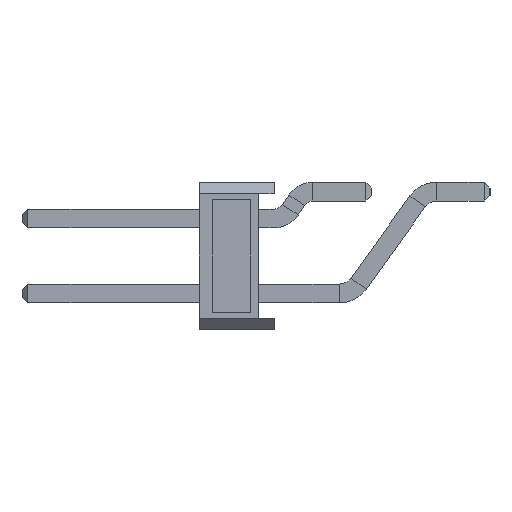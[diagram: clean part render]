
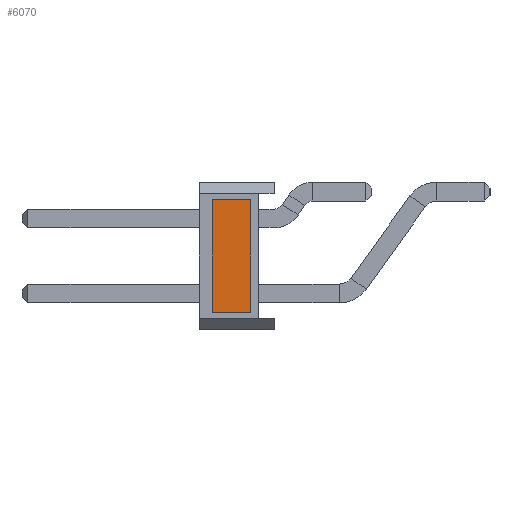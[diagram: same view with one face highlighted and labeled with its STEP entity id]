
A CAD part, left-side view. The second image highlights one B-rep face of the part: STEP entity #6070.
In plain terms, the highlighted planar face has unit normal (-1, 0, 0).
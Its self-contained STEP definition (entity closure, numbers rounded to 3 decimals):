
#216 = EDGE_LOOP ( 'NONE', ( #33347, #26488, #33687, #2442 ) ) ;
#1558 = CARTESIAN_POINT ( 'NONE',  ( -1.27, 0.8, -1.9 ) ) ;
#2442 = ORIENTED_EDGE ( 'NONE', *, *, #35265, .T. ) ;
#3468 = EDGE_CURVE ( 'NONE', #20000, #23610, #41507, .T. ) ;
#3923 = DIRECTION ( 'NONE',  ( 0., -1., 0. ) ) ;
#5506 = PLANE ( 'NONE',  #29056 ) ;
#6070 = ADVANCED_FACE ( 'NONE', ( #29153 ), #5506, .F. ) ;
#6080 = CARTESIAN_POINT ( 'NONE',  ( -1.27, 0.8, 1.9 ) ) ;
#6958 = CARTESIAN_POINT ( 'NONE',  ( -1.27, 2.1, -1.9 ) ) ;
#10270 = VERTEX_POINT ( 'NONE', #31173 ) ;
#12277 = DIRECTION ( 'NONE',  ( 1., 0., 0. ) ) ;
#13004 = CARTESIAN_POINT ( 'NONE',  ( -1.27, 2.1, 0. ) ) ;
#15525 = CARTESIAN_POINT ( 'NONE',  ( -1.27, 2.1, 0. ) ) ;
#17583 = VECTOR ( 'NONE', #20111, 1000. ) ;
#19557 = DIRECTION ( 'NONE',  ( 0., 0., 1. ) ) ;
#20000 = VERTEX_POINT ( 'NONE', #24622 ) ;
#20110 = LINE ( 'NONE', #36225, #17583 ) ;
#20111 = DIRECTION ( 'NONE',  ( 0., 0., 1. ) ) ;
#20311 = VECTOR ( 'NONE', #3923, 1000. ) ;
#23610 = VERTEX_POINT ( 'NONE', #6080 ) ;
#24622 = CARTESIAN_POINT ( 'NONE',  ( -1.27, 2.1, 1.9 ) ) ;
#26488 = ORIENTED_EDGE ( 'NONE', *, *, #3468, .F. ) ;
#29056 = AXIS2_PLACEMENT_3D ( 'NONE', #15525, #12277, #35222 ) ;
#29153 = FACE_OUTER_BOUND ( 'NONE', #216, .T. ) ;
#29833 = LINE ( 'NONE', #13004, #42038 ) ;
#31173 = CARTESIAN_POINT ( 'NONE',  ( -1.27, 2.1, -1.9 ) ) ;
#32355 = VECTOR ( 'NONE', #36105, 1000. ) ;
#33347 = ORIENTED_EDGE ( 'NONE', *, *, #41431, .T. ) ;
#33687 = ORIENTED_EDGE ( 'NONE', *, *, #38281, .F. ) ;
#33932 = VERTEX_POINT ( 'NONE', #1558 ) ;
#35222 = DIRECTION ( 'NONE',  ( 0., 0., -1. ) ) ;
#35265 = EDGE_CURVE ( 'NONE', #10270, #33932, #39972, .T. ) ;
#36105 = DIRECTION ( 'NONE',  ( 0., -1., 0. ) ) ;
#36225 = CARTESIAN_POINT ( 'NONE',  ( -1.27, 0.8, 0. ) ) ;
#38281 = EDGE_CURVE ( 'NONE', #10270, #20000, #29833, .T. ) ;
#39300 = CARTESIAN_POINT ( 'NONE',  ( -1.27, 2.1, 1.9 ) ) ;
#39972 = LINE ( 'NONE', #6958, #32355 ) ;
#41431 = EDGE_CURVE ( 'NONE', #33932, #23610, #20110, .T. ) ;
#41507 = LINE ( 'NONE', #39300, #20311 ) ;
#42038 = VECTOR ( 'NONE', #19557, 1000. ) ;
